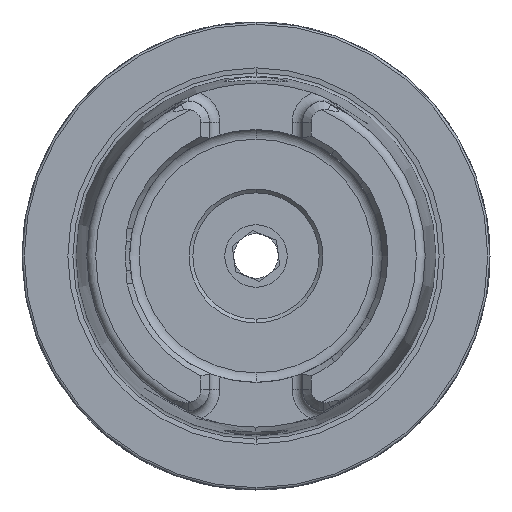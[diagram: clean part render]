
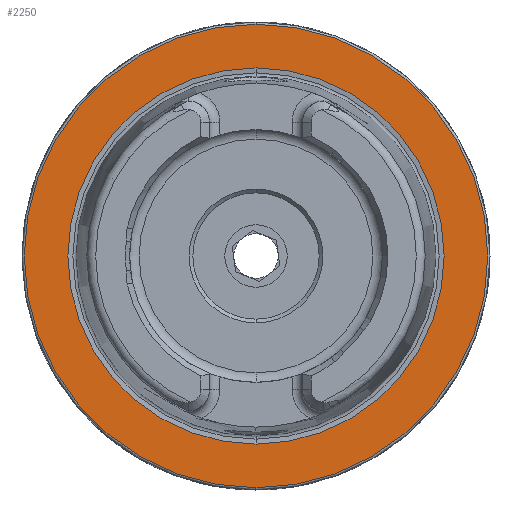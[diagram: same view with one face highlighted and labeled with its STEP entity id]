
A CAD part, left-side view. The second image highlights one B-rep face of the part: STEP entity #2250.
In plain terms, the highlighted planar face has unit normal (-1, 0, 0).
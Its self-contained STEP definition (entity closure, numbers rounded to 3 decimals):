
#2 = EDGE_LOOP ( 'NONE', ( #5884, #5883 ) ) ;
#299 = FACE_BOUND ( 'NONE', #2637, .T. ) ;
#302 = FACE_OUTER_BOUND ( 'NONE', #2, .T. ) ;
#997 = CARTESIAN_POINT ( 'NONE',  ( 0., 0., -31.2 ) ) ;
#998 = CARTESIAN_POINT ( 'NONE',  ( 0., 0., 31.2 ) ) ;
#1000 = CARTESIAN_POINT ( 'NONE',  ( 0., 0., 25.324 ) ) ;
#1005 = CARTESIAN_POINT ( 'NONE',  ( 0., 0., -25.324 ) ) ;
#1255 = EDGE_CURVE ( 'NONE', #9927, #9926, #2744, .T. ) ;
#1463 = EDGE_CURVE ( 'NONE', #10396, #10387, #10695, .T. ) ;
#2250 = ADVANCED_FACE ( 'NONE', ( #299, #302 ), #6696, .F. ) ;
#2637 = EDGE_LOOP ( 'NONE', ( #5901, #7474 ) ) ;
#2744 = CIRCLE ( 'NONE', #2907, 31.2 ) ;
#2850 = AXIS2_PLACEMENT_3D ( 'NONE', #8756, #8757, #8758 ) ;
#2907 = AXIS2_PLACEMENT_3D ( 'NONE', #11163, #11164, #11165 ) ;
#3001 = EDGE_CURVE ( 'NONE', #9926, #9927, #3975, .T. ) ;
#3002 = EDGE_CURVE ( 'NONE', #10387, #10396, #3974, .T. ) ;
#3272 = CARTESIAN_POINT ( 'NONE',  ( 0., 0., 0. ) ) ;
#3273 = DIRECTION ( 'NONE',  ( -1., 0., 0. ) ) ;
#3274 = DIRECTION ( 'NONE',  ( 0., 0., 1. ) ) ;
#3275 = CARTESIAN_POINT ( 'NONE',  ( 0., 0., 0. ) ) ;
#3276 = DIRECTION ( 'NONE',  ( -1., 0., 0. ) ) ;
#3277 = DIRECTION ( 'NONE',  ( 0., 0., 1. ) ) ;
#3974 = CIRCLE ( 'NONE', #7613, 25.324 ) ;
#3975 = CIRCLE ( 'NONE', #7615, 31.2 ) ;
#5883 = ORIENTED_EDGE ( 'NONE', *, *, #3001, .T. ) ;
#5884 = ORIENTED_EDGE ( 'NONE', *, *, #1255, .T. ) ;
#5901 = ORIENTED_EDGE ( 'NONE', *, *, #3002, .F. ) ;
#6690 = CARTESIAN_POINT ( 'NONE',  ( 0., 31.2, 0. ) ) ;
#6696 = PLANE ( 'NONE',  #7331 ) ;
#6698 = DIRECTION ( 'NONE',  ( 1., 0., 0. ) ) ;
#6699 = DIRECTION ( 'NONE',  ( 0., 0., -1. ) ) ;
#7331 = AXIS2_PLACEMENT_3D ( 'NONE', #6690, #6698, #6699 ) ;
#7474 = ORIENTED_EDGE ( 'NONE', *, *, #1463, .F. ) ;
#7613 = AXIS2_PLACEMENT_3D ( 'NONE', #3275, #3276, #3277 ) ;
#7615 = AXIS2_PLACEMENT_3D ( 'NONE', #3272, #3273, #3274 ) ;
#8756 = CARTESIAN_POINT ( 'NONE',  ( 0., 0., 0. ) ) ;
#8757 = DIRECTION ( 'NONE',  ( -1., 0., 0. ) ) ;
#8758 = DIRECTION ( 'NONE',  ( 0., 0., 1. ) ) ;
#9926 = VERTEX_POINT ( 'NONE', #997 ) ;
#9927 = VERTEX_POINT ( 'NONE', #998 ) ;
#10387 = VERTEX_POINT ( 'NONE', #1000 ) ;
#10396 = VERTEX_POINT ( 'NONE', #1005 ) ;
#10695 = CIRCLE ( 'NONE', #2850, 25.324 ) ;
#11163 = CARTESIAN_POINT ( 'NONE',  ( 0., 0., 0. ) ) ;
#11164 = DIRECTION ( 'NONE',  ( -1., 0., 0. ) ) ;
#11165 = DIRECTION ( 'NONE',  ( 0., 0., 1. ) ) ;
